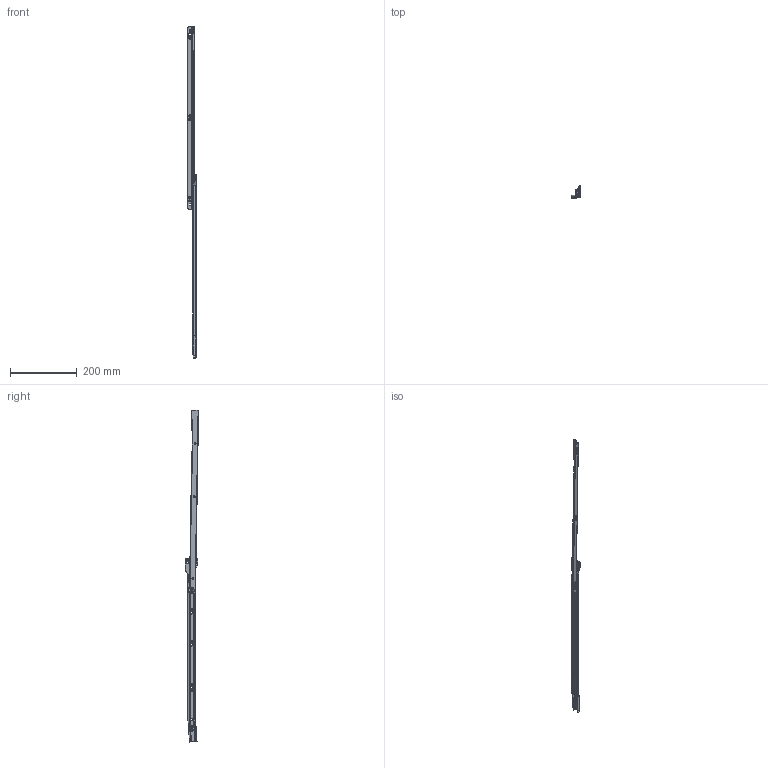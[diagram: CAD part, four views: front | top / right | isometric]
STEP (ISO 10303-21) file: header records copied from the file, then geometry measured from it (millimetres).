
FILE_DESCRIPTION (( 'STEP AP214' ), '1' );
FILE_NAME ('FR_1921.0550mm_22inch_open_right.STEP', '2022-11-07T06:43:19', ( '' ), ( '' ), 'SwSTEP 2.0', 'SolidWorks 2020', '' );
FILE_SCHEMA (( 'AUTOMOTIVE_DESIGN' ));
Length unit declared in the file: millimetre
Products named in the file (9): 1921.XXX-03.C022 RIGHT_NL  550; 1921 DRAWER RIVET; 1921 CABINET RIVET; FR_1921.0550mm_22inch_open_right; 1921.XXX-01.C022 RIGHT_NL  550; 1921 CABINET ROLLER; 1921 DRAWER ROLLER
Assembly tree (8 placements, depth 3):
  FR_1921.0550mm_22inch_open_right
    1921.XXX-01.C022 RIGHT_NL  550
      1921.XXX-01.C022 RIGHT_NL  550
      1921 CABINET RIVET
      1921 CABINET ROLLER
    1921.XXX-03.C022 RIGHT_NL  550
      1921.XXX-03.C022 RIGHT_NL  550
      1921 DRAWER RIVET
      1921 DRAWER ROLLER
Bounding box: 24.3 x 39.57 x 996.06 mm (x, y, z)
Volume: 52510.4 mm3; surface area: 90983.3 mm2
Topology: 6 solids, 6 shells, 405 faces, 1038 edges, 646 vertices
Faces by surface type: cylinder 175, plane 128, cone 49, torus 27, bspline 22, sphere 4
Entity records: 14553 total; most frequent: CARTESIAN_POINT 4442, DIRECTION 2076, ORIENTED_EDGE 2048, EDGE_CURVE 1024, AXIS2_PLACEMENT_3D 789, VERTEX_POINT 642, VECTOR 498, LINE 498
